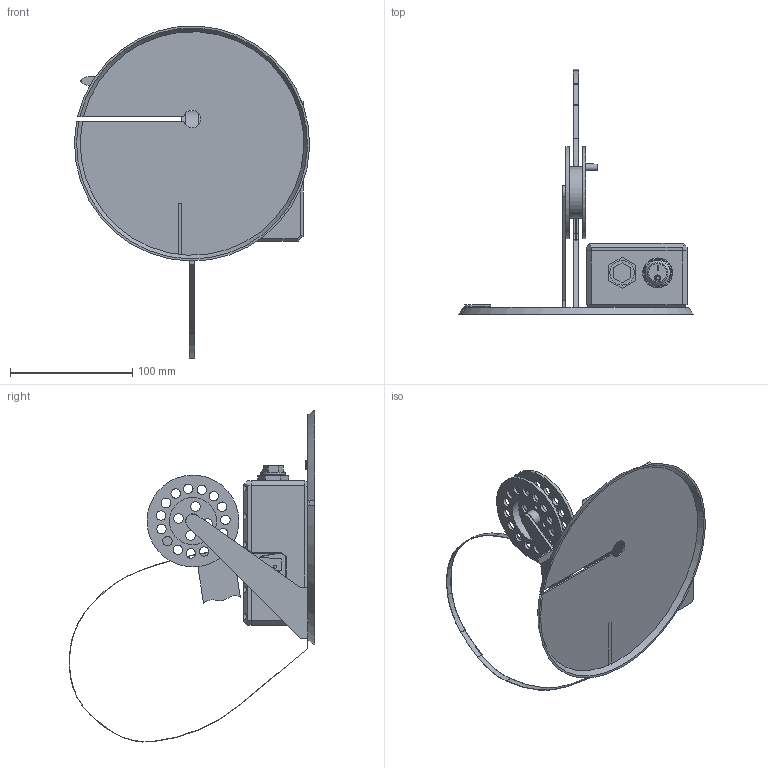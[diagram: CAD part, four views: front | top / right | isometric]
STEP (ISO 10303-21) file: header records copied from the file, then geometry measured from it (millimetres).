
FILE_DESCRIPTION(/* description */ (''),/* implementation_level */ '2;1');
FILE_NAME(/* name */ 'Magicood_export.step',/* time_stamp */ '2022-10-19T10:16:24+03:00',/* author */ (''),/* organization */ (''),/* preprocessor_version */ 'ST-DEVELOPER v19',/* originating_system */ 'Autodesk Translation Framework v11.7.0.108',/* authorisation */ '');
FILE_SCHEMA (('AUTOMOTIVE_DESIGN { 1 0 10303 214 3 1 1 }'));
Products named in the file (29): Magicood v1; Rusood original; Base; Stand; Reel; Spring; Flaggy; Electronics; SIM900A module; Arduino Nano v1; USB; Component2; Component8; Component3; Component3(Mirror); Component5(Mirror); Component5; Component5(Mirror) (1); Battery; Charging unit; Microswitch Omron SS-5GL-F v2 v1; switch_led_rocker v1; Plumbing comps.; Plug D3/8; Transfer D1/2 D3/8; Nut D1/2; Case; Melite; Case cover
Assembly tree (71 placements, depth 4):
  Magicood v1
    Rusood original
      Base
      Stand
      Reel
      Spring
      Flaggy
    Electronics
      SIM900A module
      Arduino Nano v1
        USB
        Component2
        Component3  x16
        Component3(Mirror)  x16
        Component5  x8
        Component5(Mirror)  x4
        Component5(Mirror) (1)  x4
        Component8
      Battery
      Charging unit
      Microswitch Omron SS-5GL-F v2 v1
      switch_led_rocker v1
    Plumbing comps.
      Plug D3/8
      Transfer D1/2 D3/8
      Nut D1/2
    Case
    Melite
    Case cover
Bounding box: 191.92 x 200.34 x 271.06 mm (x, y, z)
Volume: 393757.9 mm3; surface area: 196800.2 mm2
Topology: 135 solids, 135 shells, 2297 faces, 5434 edges, 3516 vertices
Faces by surface type: plane 1399, cylinder 720, torus 78, bspline 52, cone 24, sphere 24
Full cylindrical faces by diameter (mm): 0.673 x2, 0.68 x2, 0.8 x1, 1 x3, 1.2 x66, 1.5 x1, 1.54 x30, 2 x7, 2.102 x1, 2.252 x1, 2.4 x4, 2.5 x3, 2.55 x2, 2.8 x1, 2.9 x1, 3 x1, 3.05 x4, 3.3 x12, 4.3 x17, 4.5 x1, 5 x1, 6 x1, 6.2 x13, 6.5 x1, 7.2 x1, 7.7 x33, 8 x7, 10 x1, 11.53 x1, 12 x1
Entity records: 58513 total; most frequent: CARTESIAN_POINT 13406, DIRECTION 9362, ORIENTED_EDGE 8622, EDGE_CURVE 4311, AXIS2_PLACEMENT_3D 3276, LINE 2810, VECTOR 2810, VERTEX_POINT 2773
